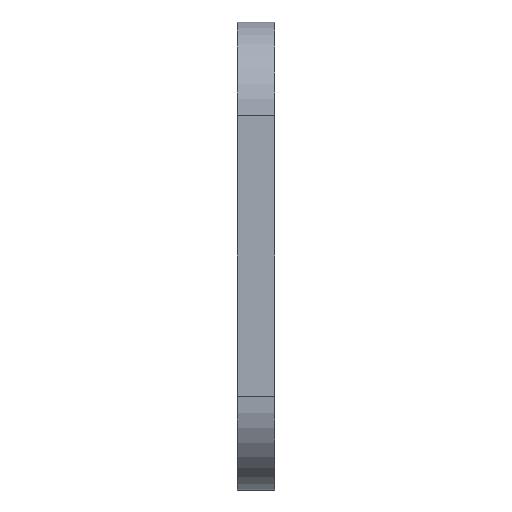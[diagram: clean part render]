
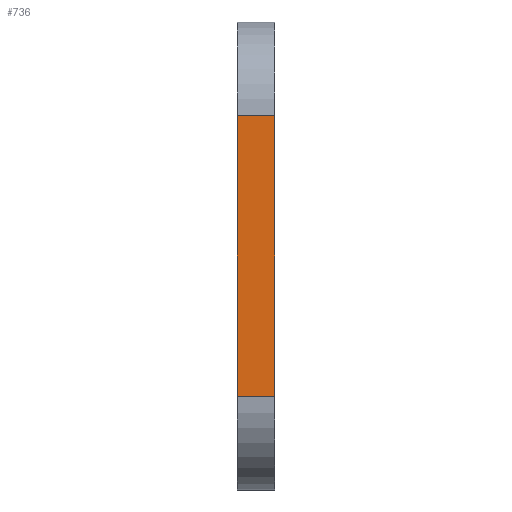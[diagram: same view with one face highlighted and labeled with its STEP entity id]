
A CAD part, left-side view. The second image highlights one B-rep face of the part: STEP entity #736.
In plain terms, the highlighted planar face has unit normal (-1, 0, 0).
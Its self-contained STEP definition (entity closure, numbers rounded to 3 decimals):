
#3 = LINE ( 'NONE', #360, #864 ) ;
#26 = VECTOR ( 'NONE', #53, 1000. ) ;
#53 = DIRECTION ( 'NONE',  ( 0., 0., 1. ) ) ;
#61 = DIRECTION ( 'NONE',  ( 0., -1., 0. ) ) ;
#75 = VERTEX_POINT ( 'NONE', #168 ) ;
#77 = LINE ( 'NONE', #262, #1091 ) ;
#153 = LINE ( 'NONE', #883, #26 ) ;
#167 = DIRECTION ( 'NONE',  ( 0., 0., -1. ) ) ;
#168 = CARTESIAN_POINT ( 'NONE',  ( -90., 0., -30. ) ) ;
#171 = CARTESIAN_POINT ( 'NONE',  ( -90., 8., 30. ) ) ;
#185 = EDGE_CURVE ( 'NONE', #269, #75, #244, .T. ) ;
#195 = ORIENTED_EDGE ( 'NONE', *, *, #643, .F. ) ;
#209 = EDGE_CURVE ( 'NONE', #269, #319, #3, .T. ) ;
#244 = LINE ( 'NONE', #613, #1011 ) ;
#262 = CARTESIAN_POINT ( 'NONE',  ( -90., 8., 30. ) ) ;
#269 = VERTEX_POINT ( 'NONE', #540 ) ;
#319 = VERTEX_POINT ( 'NONE', #662 ) ;
#355 = FACE_OUTER_BOUND ( 'NONE', #962, .T. ) ;
#360 = CARTESIAN_POINT ( 'NONE',  ( -90., 8., 30. ) ) ;
#431 = AXIS2_PLACEMENT_3D ( 'NONE', #171, #539, #167 ) ;
#539 = DIRECTION ( 'NONE',  ( 1., 0., 0. ) ) ;
#540 = CARTESIAN_POINT ( 'NONE',  ( -90., 8., -30. ) ) ;
#602 = ORIENTED_EDGE ( 'NONE', *, *, #185, .T. ) ;
#613 = CARTESIAN_POINT ( 'NONE',  ( -90., 8., -30. ) ) ;
#643 = EDGE_CURVE ( 'NONE', #319, #733, #77, .T. ) ;
#662 = CARTESIAN_POINT ( 'NONE',  ( -90., 8., 30. ) ) ;
#729 = DIRECTION ( 'NONE',  ( 0., 0., 1. ) ) ;
#733 = VERTEX_POINT ( 'NONE', #999 ) ;
#736 = ADVANCED_FACE ( 'NONE', ( #355 ), #987, .F. ) ;
#864 = VECTOR ( 'NONE', #729, 1000. ) ;
#883 = CARTESIAN_POINT ( 'NONE',  ( -90., 0., 30. ) ) ;
#962 = EDGE_LOOP ( 'NONE', ( #1088, #195, #1117, #602 ) ) ;
#976 = DIRECTION ( 'NONE',  ( 0., -1., 0. ) ) ;
#987 = PLANE ( 'NONE',  #431 ) ;
#999 = CARTESIAN_POINT ( 'NONE',  ( -90., 0., 30. ) ) ;
#1011 = VECTOR ( 'NONE', #976, 1000. ) ;
#1088 = ORIENTED_EDGE ( 'NONE', *, *, #1175, .T. ) ;
#1091 = VECTOR ( 'NONE', #61, 1000. ) ;
#1117 = ORIENTED_EDGE ( 'NONE', *, *, #209, .F. ) ;
#1175 = EDGE_CURVE ( 'NONE', #75, #733, #153, .T. ) ;
